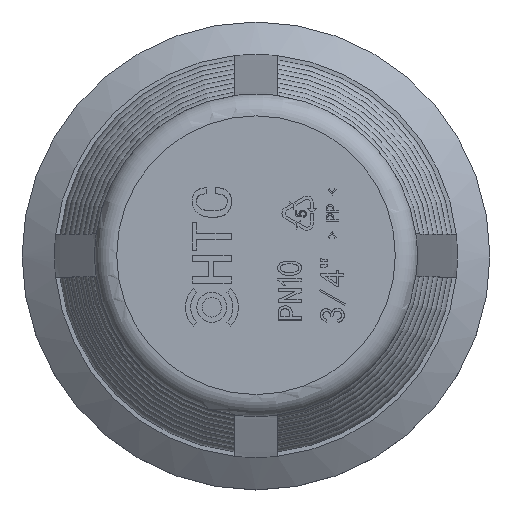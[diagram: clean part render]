
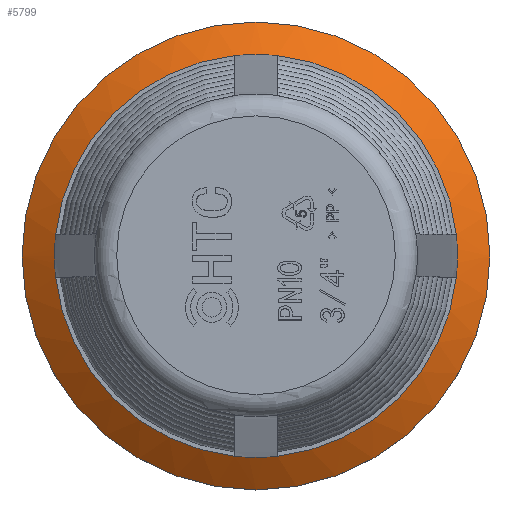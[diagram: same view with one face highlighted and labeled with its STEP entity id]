
A CAD part, top view. The second image highlights one B-rep face of the part: STEP entity #5799.
In plain terms, the highlighted conical face has half-angle 55.84 degrees and reference radius 13.69 mm.
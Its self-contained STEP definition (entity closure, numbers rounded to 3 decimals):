
#4919=CONICAL_SURFACE('',#22500,13.689,55.84);
#5799=ADVANCED_FACE('',(#8146,#8147),#4919,.T.);
#7405=CIRCLE('',#22408,13.689);
#7408=CIRCLE('',#22412,13.689);
#7484=CIRCLE('',#22492,15.9);
#7485=CIRCLE('',#22494,13.689);
#7486=CIRCLE('',#22495,13.689);
#7487=CIRCLE('',#22496,13.689);
#7488=CIRCLE('',#22497,13.689);
#7489=CIRCLE('',#22498,13.689);
#7490=CIRCLE('',#22499,13.689);
#8146=FACE_BOUND('',#8238,.T.);
#8147=FACE_BOUND('',#8239,.T.);
#8238=EDGE_LOOP('',(#9847,#9848,#9849,#9850,#9851,#9852,#9853,#9854));
#8239=EDGE_LOOP('',(#9855));
#9847=ORIENTED_EDGE('',*,*,#16610,.F.);
#9848=ORIENTED_EDGE('',*,*,#16420,.F.);
#9849=ORIENTED_EDGE('',*,*,#16611,.F.);
#9850=ORIENTED_EDGE('',*,*,#16612,.F.);
#9851=ORIENTED_EDGE('',*,*,#16613,.F.);
#9852=ORIENTED_EDGE('',*,*,#16450,.F.);
#9853=ORIENTED_EDGE('',*,*,#16614,.F.);
#9854=ORIENTED_EDGE('',*,*,#16615,.F.);
#9855=ORIENTED_EDGE('',*,*,#16609,.T.);
#14746=VERTEX_POINT('',#28825);
#14747=VERTEX_POINT('',#28826);
#14776=VERTEX_POINT('',#28972);
#14777=VERTEX_POINT('',#28974);
#14934=VERTEX_POINT('',#29331);
#14935=VERTEX_POINT('',#29334);
#14936=VERTEX_POINT('',#29336);
#14937=VERTEX_POINT('',#29338);
#14938=VERTEX_POINT('',#29341);
#16420=EDGE_CURVE('',#14746,#14747,#7405,.T.);
#16450=EDGE_CURVE('',#14776,#14777,#7408,.T.);
#16609=EDGE_CURVE('',#14934,#14934,#7484,.T.);
#16610=EDGE_CURVE('',#14747,#14935,#7485,.T.);
#16611=EDGE_CURVE('',#14936,#14746,#7486,.T.);
#16612=EDGE_CURVE('',#14937,#14936,#7487,.T.);
#16613=EDGE_CURVE('',#14777,#14937,#7488,.T.);
#16614=EDGE_CURVE('',#14938,#14776,#7489,.T.);
#16615=EDGE_CURVE('',#14935,#14938,#7490,.T.);
#22408=AXIS2_PLACEMENT_3D('',#28824,#23852,#23853);
#22412=AXIS2_PLACEMENT_3D('',#28973,#23860,#23861);
#22492=AXIS2_PLACEMENT_3D('',#29330,#24092,#24093);
#22494=AXIS2_PLACEMENT_3D('',#29333,#24096,#24097);
#22495=AXIS2_PLACEMENT_3D('',#29335,#24098,#24099);
#22496=AXIS2_PLACEMENT_3D('',#29337,#24100,#24101);
#22497=AXIS2_PLACEMENT_3D('',#29339,#24102,#24103);
#22498=AXIS2_PLACEMENT_3D('',#29340,#24104,#24105);
#22499=AXIS2_PLACEMENT_3D('',#29342,#24106,#24107);
#22500=AXIS2_PLACEMENT_3D('',#29343,#24108,#24109);
#23852=DIRECTION('',(0.,0.,1.));
#23853=DIRECTION('',(0.,1.,0.));
#23860=DIRECTION('',(0.,0.,1.));
#23861=DIRECTION('',(0.,1.,0.));
#24092=DIRECTION('',(0.,0.,1.));
#24093=DIRECTION('',(-1.,0.,0.));
#24096=DIRECTION('',(0.,0.,1.));
#24097=DIRECTION('',(-1.,0.,0.));
#24098=DIRECTION('',(0.,0.,1.));
#24099=DIRECTION('',(-1.,0.,0.));
#24100=DIRECTION('',(0.,0.,1.));
#24101=DIRECTION('',(1.,0.,0.));
#24102=DIRECTION('',(0.,0.,1.));
#24103=DIRECTION('',(-1.,0.,0.));
#24104=DIRECTION('',(0.,0.,1.));
#24105=DIRECTION('',(-1.,0.,0.));
#24106=DIRECTION('',(0.,0.,1.));
#24107=DIRECTION('',(1.,0.,0.));
#24108=DIRECTION('',(0.,0.,-1.));
#24109=DIRECTION('',(-1.,0.,0.));
#28824=CARTESIAN_POINT('',(0.,0.,-7.5));
#28825=CARTESIAN_POINT('',(13.612,-1.45,-7.5));
#28826=CARTESIAN_POINT('',(13.612,1.45,-7.5));
#28972=CARTESIAN_POINT('',(-13.612,1.45,-7.5));
#28973=CARTESIAN_POINT('',(0.,0.,-7.5));
#28974=CARTESIAN_POINT('',(-13.612,-1.45,-7.5));
#29330=CARTESIAN_POINT('',(0.,0.,-9.));
#29331=CARTESIAN_POINT('',(-15.9,0.,-9.));
#29333=CARTESIAN_POINT('',(0.,0.,-7.5));
#29334=CARTESIAN_POINT('',(1.45,13.612,-7.5));
#29335=CARTESIAN_POINT('',(0.,0.,-7.5));
#29336=CARTESIAN_POINT('',(1.45,-13.612,-7.5));
#29337=CARTESIAN_POINT('',(0.,0.,-7.5));
#29338=CARTESIAN_POINT('',(-1.45,-13.612,-7.5));
#29339=CARTESIAN_POINT('',(0.,0.,-7.5));
#29340=CARTESIAN_POINT('',(0.,0.,-7.5));
#29341=CARTESIAN_POINT('',(-1.45,13.612,-7.5));
#29342=CARTESIAN_POINT('',(0.,0.,-7.5));
#29343=CARTESIAN_POINT('',(0.,0.,-7.5));
